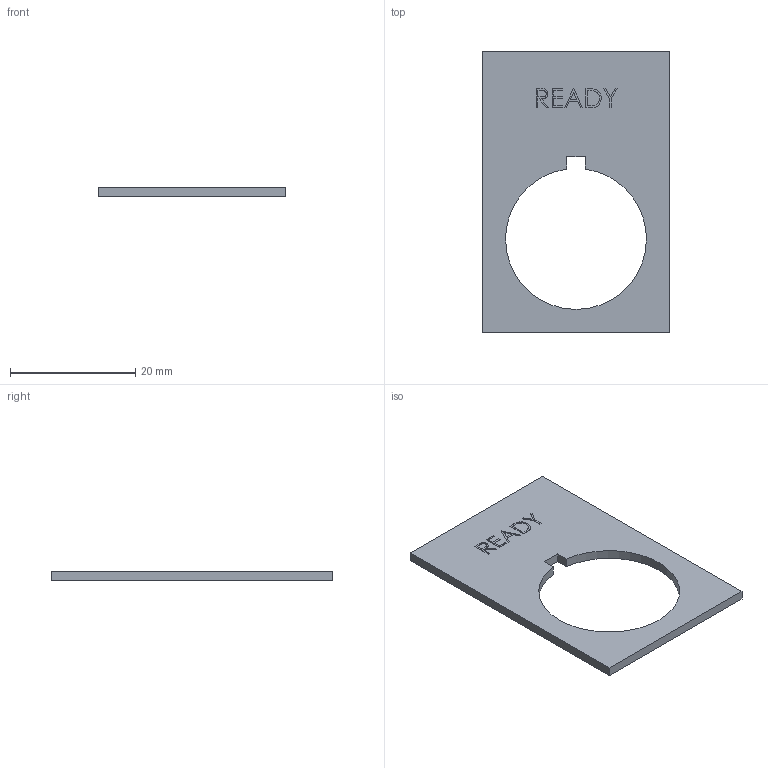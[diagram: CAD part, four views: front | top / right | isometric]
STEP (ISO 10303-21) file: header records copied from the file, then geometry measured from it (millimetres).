
FILE_DESCRIPTION (( 'STEP AP214' ), '1' );
FILE_NAME ('ECX1670-B37.step', '2018-10-09T17:02:49', ( '' ), ( '' ), 'SwSTEP 2.0', 'SolidWorks 2017', '' );
FILE_SCHEMA (( 'AUTOMOTIVE_DESIGN' ));
Length unit declared in the file: inch
Products named in the file (1): ECX1670-B37
Bounding box: 30 x 45 x 1.5 mm (x, y, z)
Volume: 1419.8 mm3; surface area: 2232.1 mm2
Topology: 1 solids, 1 shells, 81 faces, 213 edges, 142 vertices
Faces by surface type: plane 66, bspline 12, cylinder 3
Entity records: 4051 total; most frequent: CARTESIAN_POINT 1217, ORIENTED_EDGE 426, DIRECTION 335, EDGE_CURVE 213, VECTOR 183, LINE 183, VERTEX_POINT 142, EDGE_LOOP 91
